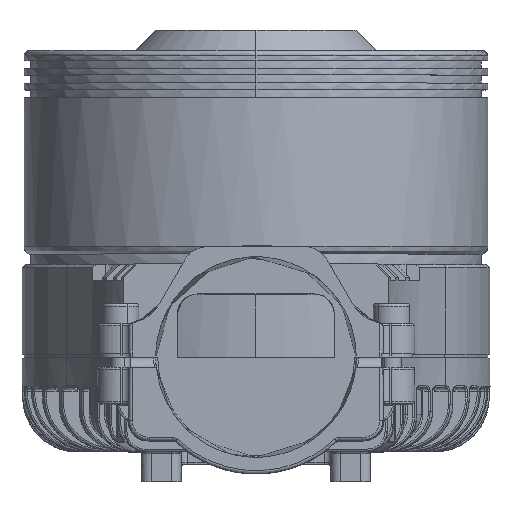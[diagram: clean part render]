
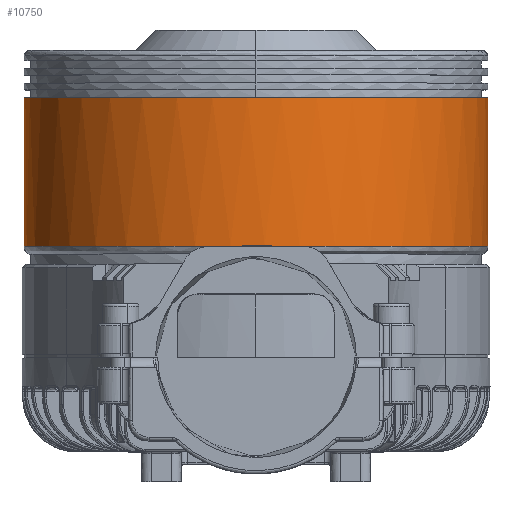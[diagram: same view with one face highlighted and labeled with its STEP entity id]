
A CAD part, top view. The second image highlights one B-rep face of the part: STEP entity #10750.
In plain terms, the highlighted free-form (B-spline) face has degree [2, 1] with [5, 2] control points.
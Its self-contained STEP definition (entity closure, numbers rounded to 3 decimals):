
#2182 = VERTEX_POINT('',#2183);
#2183 = CARTESIAN_POINT('',(50.072,24.098,
    0.));
#2184 = VERTEX_POINT('',#2185);
#2185 = CARTESIAN_POINT('',(-50.072,24.098,
    0.));
#2193 = EDGE_CURVE('',#2184,#2194,#2196,.T.);
#2194 = VERTEX_POINT('',#2195);
#2195 = CARTESIAN_POINT('',(-50.072,56.133,
    0.));
#2196 = B_SPLINE_CURVE_WITH_KNOTS('',1,(#2197,#2198),.UNSPECIFIED.,.F.,
  .F.,(2,2),(1.2,23.4),.PIECEWISE_BEZIER_KNOTS.);
#2197 = CARTESIAN_POINT('',(-50.072,24.098,
    0.));
#2198 = CARTESIAN_POINT('',(-50.072,56.133,
    0.));
#2201 = VERTEX_POINT('',#2202);
#2202 = CARTESIAN_POINT('',(50.072,56.133,
    0.));
#2210 = EDGE_CURVE('',#2182,#2201,#2211,.T.);
#2211 = B_SPLINE_CURVE_WITH_KNOTS('',1,(#2212,#2213),.UNSPECIFIED.,.F.,
  .F.,(2,2),(1.2,23.4),.PIECEWISE_BEZIER_KNOTS.);
#2212 = CARTESIAN_POINT('',(50.072,24.098,
    0.));
#2213 = CARTESIAN_POINT('',(50.072,56.133,
    0.));
#10727 = EDGE_CURVE('',#2184,#2182,#10728,.T.);
#10728 = ( BOUNDED_CURVE() B_SPLINE_CURVE(2,(#10729,#10730,#10731,#10732
,#10733),.UNSPECIFIED.,.F.,.F.) B_SPLINE_CURVE_WITH_KNOTS((3,2,3),(0.,
1.571,3.142),.PIECEWISE_BEZIER_KNOTS.) CURVE() 
GEOMETRIC_REPRESENTATION_ITEM() RATIONAL_B_SPLINE_CURVE((1.,
0.707,1.,0.707,1.)) REPRESENTATION_ITEM('') );
#10729 = CARTESIAN_POINT('',(-50.072,24.098,
    0.));
#10730 = CARTESIAN_POINT('',(-50.072,24.098,
    50.072));
#10731 = CARTESIAN_POINT('',(0.,24.098,
    50.072));
#10732 = CARTESIAN_POINT('',(50.072,24.098,
    50.072));
#10733 = CARTESIAN_POINT('',(50.072,24.098,
    0.));
#10750 = ADVANCED_FACE('',(#10751),#10764,.T.);
#10751 = FACE_BOUND('',#10752,.T.);
#10752 = EDGE_LOOP('',(#10753,#10754,#10755,#10756));
#10753 = ORIENTED_EDGE('',*,*,#2193,.F.);
#10754 = ORIENTED_EDGE('',*,*,#10727,.T.);
#10755 = ORIENTED_EDGE('',*,*,#2210,.T.);
#10756 = ORIENTED_EDGE('',*,*,#10757,.T.);
#10757 = EDGE_CURVE('',#2201,#2194,#10758,.T.);
#10758 = ( BOUNDED_CURVE() B_SPLINE_CURVE(2,(#10759,#10760,#10761,#10762
,#10763),.UNSPECIFIED.,.F.,.F.) B_SPLINE_CURVE_WITH_KNOTS((3,2,3),(
    4.712,6.283,7.854),
.PIECEWISE_BEZIER_KNOTS.) CURVE() GEOMETRIC_REPRESENTATION_ITEM() 
RATIONAL_B_SPLINE_CURVE((1.,0.707,1.,0.707,1.)) 
REPRESENTATION_ITEM('') );
#10759 = CARTESIAN_POINT('',(50.072,56.133,
    0.));
#10760 = CARTESIAN_POINT('',(50.072,56.133,
    50.072));
#10761 = CARTESIAN_POINT('',(0.,56.133,
    50.072));
#10762 = CARTESIAN_POINT('',(-50.072,56.133,
    50.072));
#10763 = CARTESIAN_POINT('',(-50.072,56.133,
    0.));
#10764 = ( BOUNDED_SURFACE() B_SPLINE_SURFACE(2,1,(
    (#10765,#10766)
    ,(#10767,#10768)
    ,(#10769,#10770)
    ,(#10771,#10772)
    ,(#10773,#10774
)),.UNSPECIFIED.,.F.,.F.,.F.) B_SPLINE_SURFACE_WITH_KNOTS((3,2,3),(2,2),
  (3.142,4.712,6.283),(1.2,23.4),
.PIECEWISE_BEZIER_KNOTS.) GEOMETRIC_REPRESENTATION_ITEM() 
RATIONAL_B_SPLINE_SURFACE((
    (1.,1.)
    ,(0.707,0.707)
    ,(1.,1.)
    ,(0.707,0.707)
,(1.,1.))) REPRESENTATION_ITEM('') SURFACE() );
#10765 = CARTESIAN_POINT('',(-50.072,24.098,
    0.));
#10766 = CARTESIAN_POINT('',(-50.072,56.133,
    0.));
#10767 = CARTESIAN_POINT('',(-50.072,24.098,
    50.072));
#10768 = CARTESIAN_POINT('',(-50.072,56.133,
    50.072));
#10769 = CARTESIAN_POINT('',(0.,24.098,
    50.072));
#10770 = CARTESIAN_POINT('',(0.,56.133,
    50.072));
#10771 = CARTESIAN_POINT('',(50.072,24.098,
    50.072));
#10772 = CARTESIAN_POINT('',(50.072,56.133,
    50.072));
#10773 = CARTESIAN_POINT('',(50.072,24.098,
    0.));
#10774 = CARTESIAN_POINT('',(50.072,56.133,
    0.));
